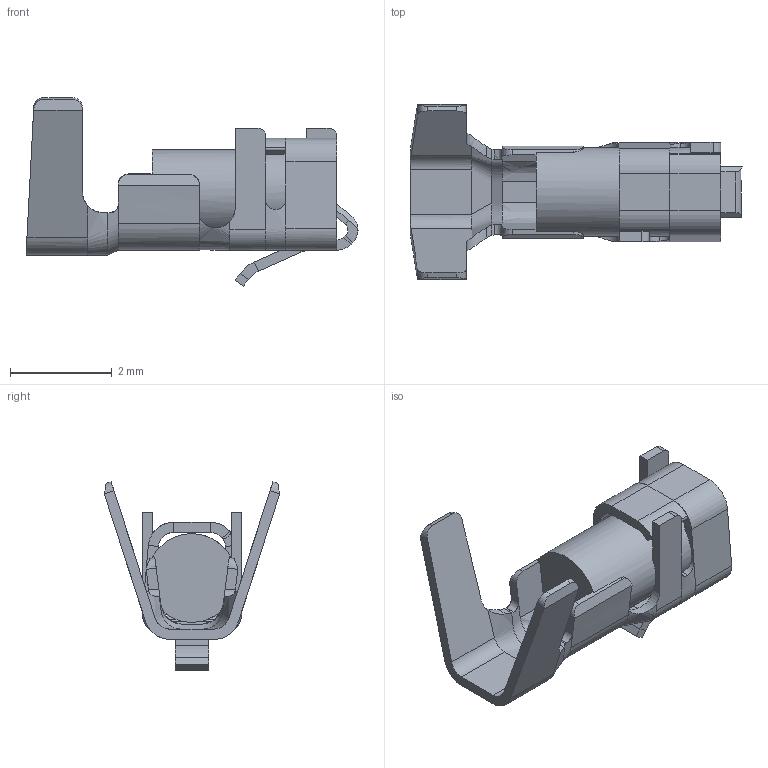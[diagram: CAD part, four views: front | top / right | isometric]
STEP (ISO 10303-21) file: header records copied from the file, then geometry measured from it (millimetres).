
FILE_DESCRIPTION( ('This file contains a STEP AP42 implementation' ,'as created by ZW3D STEP Interface translator.') ,'2;1' );
FILE_NAME( 'WF2501-TXSN01.stp' ,'23 425.104843', (''), ('ZWCAD Software Co.'), 'Version 1.0', 'ZW3D to STEP translator', '' );
FILE_SCHEMA(('AUTOMOTIVE_DESIGN { 1 0 10303 214 1 1 1 1 }'));
Length unit declared in the file: millimetre
Products named in the file (2): 0; WF2501-TPSN01_1
Bounding box: 6.53 x 3.44 x 3.71 mm (x, y, z)
Volume: 14.2 mm3; surface area: 85.3 mm2
Topology: 1 solids, 1 shells, 193 faces, 515 edges, 315 vertices
Faces by surface type: plane 117, bspline 66, cylinder 6, cone 4
Full cylindrical faces by diameter (mm): 1.743 x1
Entity records: 7557 total; most frequent: CARTESIAN_POINT 2938, ORIENTED_EDGE 1030, DIRECTION 764, EDGE_CURVE 515, VECTOR 332, LINE 332, VERTEX_POINT 315, AXIS2_PLACEMENT_3D 216
